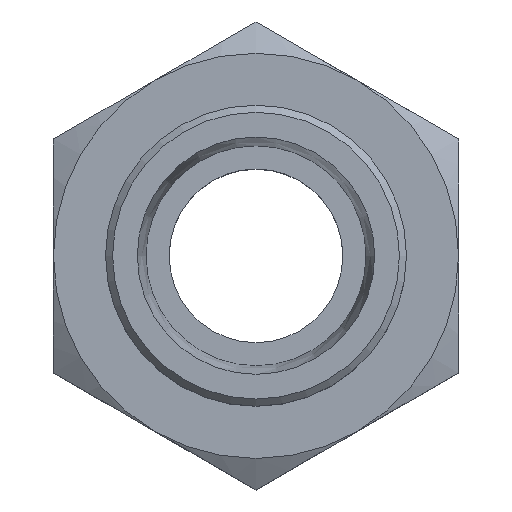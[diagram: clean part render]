
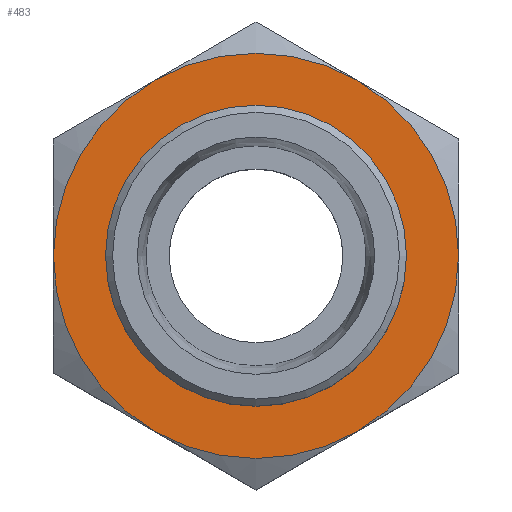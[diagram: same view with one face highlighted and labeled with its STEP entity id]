
A CAD part, top view. The second image highlights one B-rep face of the part: STEP entity #483.
In plain terms, the highlighted planar face has unit normal (0, 0, 1).
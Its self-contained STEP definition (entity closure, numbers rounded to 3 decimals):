
#44=PLANE('',#559);
#56=CIRCLE('',#518,35.);
#57=CIRCLE('',#520,35.);
#58=CIRCLE('',#522,35.);
#59=CIRCLE('',#524,35.);
#60=CIRCLE('',#526,35.);
#76=CIRCLE('',#558,35.);
#77=CIRCLE('',#560,24.773);
#150=ORIENTED_EDGE('',*,*,#251,.T.);
#151=ORIENTED_EDGE('',*,*,#249,.F.);
#152=ORIENTED_EDGE('',*,*,#220,.F.);
#153=ORIENTED_EDGE('',*,*,#218,.F.);
#154=ORIENTED_EDGE('',*,*,#229,.F.);
#155=ORIENTED_EDGE('',*,*,#226,.F.);
#156=ORIENTED_EDGE('',*,*,#223,.F.);
#218=EDGE_CURVE('',#274,#273,#56,.T.);
#220=EDGE_CURVE('',#273,#276,#57,.T.);
#223=EDGE_CURVE('',#277,#279,#58,.T.);
#226=EDGE_CURVE('',#279,#281,#59,.T.);
#229=EDGE_CURVE('',#281,#274,#60,.T.);
#249=EDGE_CURVE('',#276,#277,#76,.T.);
#251=EDGE_CURVE('',#299,#299,#77,.T.);
#273=VERTEX_POINT('',#787);
#274=VERTEX_POINT('',#793);
#276=VERTEX_POINT('',#802);
#277=VERTEX_POINT('',#813);
#279=VERTEX_POINT('',#816);
#281=VERTEX_POINT('',#828);
#299=VERTEX_POINT('',#913);
#367=EDGE_LOOP('',(#150));
#368=EDGE_LOOP('',(#151,#152,#153,#154,#155,#156));
#423=FACE_BOUND('',#367,.T.);
#424=FACE_BOUND('',#368,.T.);
#483=ADVANCED_FACE('',(#423,#424),#44,.T.);
#518=AXIS2_PLACEMENT_3D('',#794,#598,#599);
#520=AXIS2_PLACEMENT_3D('',#801,#602,#603);
#522=AXIS2_PLACEMENT_3D('',#815,#606,#607);
#524=AXIS2_PLACEMENT_3D('',#827,#610,#611);
#526=AXIS2_PLACEMENT_3D('',#840,#614,#615);
#558=AXIS2_PLACEMENT_3D('',#906,#678,#679);
#559=AXIS2_PLACEMENT_3D('',#911,#680,#681);
#560=AXIS2_PLACEMENT_3D('',#912,#682,#683);
#598=DIRECTION('',(0.,0.,-1.));
#599=DIRECTION('',(-1.,0.,0.));
#602=DIRECTION('',(0.,0.,-1.));
#603=DIRECTION('',(-1.,0.,0.));
#606=DIRECTION('',(0.,0.,-1.));
#607=DIRECTION('',(-1.,0.,0.));
#610=DIRECTION('',(0.,0.,-1.));
#611=DIRECTION('',(-1.,0.,0.));
#614=DIRECTION('',(0.,0.,-1.));
#615=DIRECTION('',(-1.,0.,0.));
#678=DIRECTION('',(0.,0.,-1.));
#679=DIRECTION('',(-1.,0.,0.));
#680=DIRECTION('',(0.,0.,1.));
#681=DIRECTION('',(1.,0.,0.));
#682=DIRECTION('',(0.,0.,-1.));
#683=DIRECTION('',(-1.,0.,0.));
#787=CARTESIAN_POINT('',(-35.,0.,-2.874));
#793=CARTESIAN_POINT('',(-17.5,-30.311,-2.874));
#794=CARTESIAN_POINT('',(0.,0.,-2.874));
#801=CARTESIAN_POINT('',(0.,0.,-2.874));
#802=CARTESIAN_POINT('',(-17.5,30.311,-2.874));
#813=CARTESIAN_POINT('',(17.5,30.311,-2.874));
#815=CARTESIAN_POINT('',(0.,0.,-2.874));
#816=CARTESIAN_POINT('',(35.,0.,-2.874));
#827=CARTESIAN_POINT('',(0.,0.,-2.874));
#828=CARTESIAN_POINT('',(17.5,-30.311,-2.874));
#840=CARTESIAN_POINT('',(0.,0.,-2.874));
#906=CARTESIAN_POINT('',(0.,0.,-2.874));
#911=CARTESIAN_POINT('',(0.,35.,-2.874));
#912=CARTESIAN_POINT('',(0.,0.,-2.874));
#913=CARTESIAN_POINT('',(-24.773,0.,-2.874));
